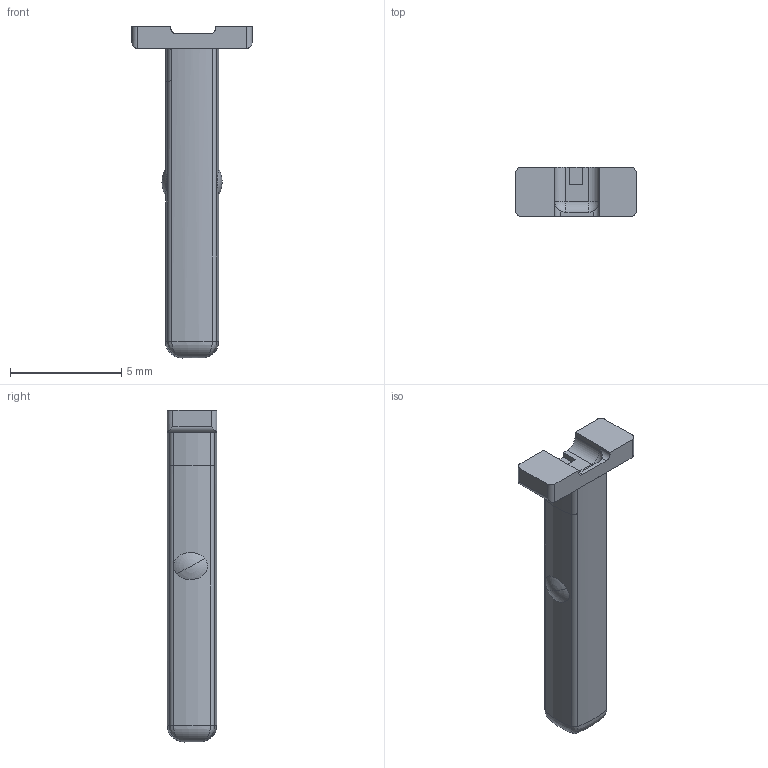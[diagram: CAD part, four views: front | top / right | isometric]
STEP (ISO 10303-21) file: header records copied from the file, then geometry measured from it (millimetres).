
FILE_DESCRIPTION(('CATIA V5R22 STEP214','CAx-IF Rec.Pracs.--- Model Styling and Organization---1.4--- 2014-01-23'),'2;1');
FILE_NAME ('023972-2_1', '2021-12-09T11:36:51+00:00', ('Weidmueller Interface'), ('Weidmueller'), 'CATIA Version 5-6 Release 2016 SP3 HF44', 'CATIA V5 STEP AP214', 'none');
FILE_SCHEMA(('AUTOMOTIVE_DESIGN { 1 0 10303 214 1 1 1 1 }'));
Length unit declared in the file: millimetre
Products named in the file (1): 1856860000
Bounding box: 5.39 x 2.23 x 14.9 mm (x, y, z)
Volume: 75.8 mm3; surface area: 151.8 mm2
Topology: 2 solids, 2 shells, 64 faces, 173 edges, 101 vertices
Faces by surface type: cylinder 31, plane 19, bspline 4, torus 4, revolution 4, sphere 2
Entity records: 2184 total; most frequent: CARTESIAN_POINT 750, ORIENTED_EDGE 318, DIRECTION 210, EDGE_CURVE 159, VERTEX_POINT 99, AXIS2_PLACEMENT_3D 83, VECTOR 76, LINE 76
